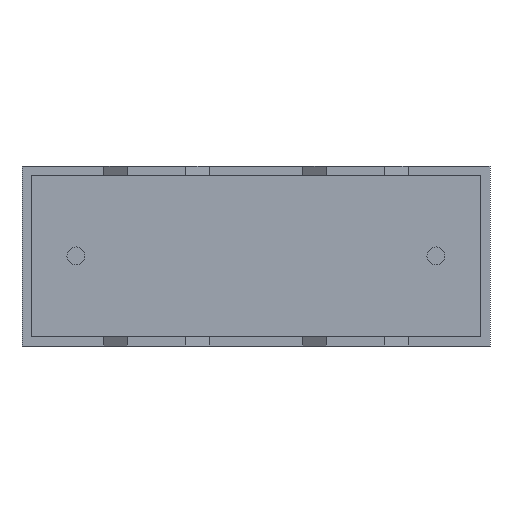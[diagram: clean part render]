
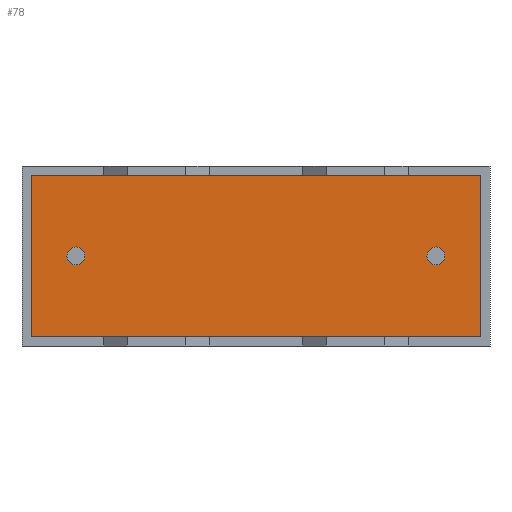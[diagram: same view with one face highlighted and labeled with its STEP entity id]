
A CAD part, front view. The second image highlights one B-rep face of the part: STEP entity #78.
In plain terms, the highlighted planar face has unit normal (0, -1, 0).
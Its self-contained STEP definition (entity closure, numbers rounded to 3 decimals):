
#78=ADVANCED_FACE('',(#173,#174,#175),#176,.T.);
#173=FACE_BOUND('',#284,.T.);
#174=FACE_BOUND('',#285,.T.);
#175=FACE_OUTER_BOUND('',#286,.T.);
#176=PLANE('',#287);
#284=EDGE_LOOP('',(#451,#452));
#285=EDGE_LOOP('',(#453,#454));
#286=EDGE_LOOP('',(#455,#456,#457,#458));
#287=AXIS2_PLACEMENT_3D('',#459,#460,#461);
#451=ORIENTED_EDGE('',*,*,#685,.T.);
#452=ORIENTED_EDGE('',*,*,#683,.T.);
#453=ORIENTED_EDGE('',*,*,#689,.T.);
#454=ORIENTED_EDGE('',*,*,#678,.T.);
#455=ORIENTED_EDGE('',*,*,#707,.F.);
#456=ORIENTED_EDGE('',*,*,#695,.T.);
#457=ORIENTED_EDGE('',*,*,#723,.T.);
#458=ORIENTED_EDGE('',*,*,#719,.T.);
#459=CARTESIAN_POINT('',(6.5,0.55,0.0));
#460=DIRECTION('',(0.0,-1.0,0.0));
#461=DIRECTION('',(0.0,0.0,-1.0));
#678=EDGE_CURVE('',#800,#804,#806,.T.);
#683=EDGE_CURVE('',#809,#813,#815,.T.);
#685=EDGE_CURVE('',#813,#809,#817,.T.);
#689=EDGE_CURVE('',#804,#800,#821,.T.);
#695=EDGE_CURVE('',#830,#828,#831,.T.);
#707=EDGE_CURVE('',#830,#852,#853,.T.);
#719=EDGE_CURVE('',#874,#852,#875,.T.);
#723=EDGE_CURVE('',#828,#874,#879,.T.);
#800=VERTEX_POINT('',#984);
#804=VERTEX_POINT('',#989);
#806=CIRCLE('',#992,0.25);
#809=VERTEX_POINT('',#995);
#813=VERTEX_POINT('',#1000);
#815=CIRCLE('',#1003,0.25);
#817=CIRCLE('',#1005,0.25);
#821=CIRCLE('',#1009,0.25);
#828=VERTEX_POINT('',#1017);
#830=VERTEX_POINT('',#1020);
#831=LINE('',#1021,#1022);
#852=VERTEX_POINT('',#1053);
#853=LINE('',#1054,#1055);
#874=VERTEX_POINT('',#1086);
#875=LINE('',#1087,#1088);
#879=LINE('',#1094,#1095);
#984=CARTESIAN_POINT('',(1.75,0.55,0.));
#989=CARTESIAN_POINT('',(1.25,0.55,0.));
#992=AXIS2_PLACEMENT_3D('',#1249,#1250,#1251);
#995=CARTESIAN_POINT('',(11.75,0.55,0.));
#1000=CARTESIAN_POINT('',(11.25,0.55,0.));
#1003=AXIS2_PLACEMENT_3D('',#1257,#1258,#1259);
#1005=AXIS2_PLACEMENT_3D('',#1260,#1261,#1262);
#1009=AXIS2_PLACEMENT_3D('',#1266,#1267,#1268);
#1017=CARTESIAN_POINT('',(0.26,0.55,2.24));
#1020=CARTESIAN_POINT('',(12.74,0.55,2.24));
#1021=CARTESIAN_POINT('',(6.5,0.55,2.24));
#1022=VECTOR('',#1274,1.0);
#1053=CARTESIAN_POINT('',(12.74,0.55,-2.24));
#1054=CARTESIAN_POINT('',(12.74,0.55,0.0));
#1055=VECTOR('',#1285,1.0);
#1086=CARTESIAN_POINT('',(0.26,0.55,-2.24));
#1087=CARTESIAN_POINT('',(6.5,0.55,-2.24));
#1088=VECTOR('',#1296,1.0);
#1094=CARTESIAN_POINT('',(0.26,0.55,0.0));
#1095=VECTOR('',#1299,1.0);
#1249=CARTESIAN_POINT('',(1.5,0.55,0.0));
#1250=DIRECTION('',(-0.0,1.0,0.0));
#1251=DIRECTION('',(1.0,0.0,0.0));
#1257=CARTESIAN_POINT('',(11.5,0.55,0.0));
#1258=DIRECTION('',(-0.0,1.0,0.0));
#1259=DIRECTION('',(1.0,0.0,0.0));
#1260=CARTESIAN_POINT('',(11.5,0.55,0.0));
#1261=DIRECTION('',(-0.0,1.0,0.0));
#1262=DIRECTION('',(1.0,0.0,0.0));
#1266=CARTESIAN_POINT('',(1.5,0.55,0.0));
#1267=DIRECTION('',(-0.0,1.0,0.0));
#1268=DIRECTION('',(1.0,0.0,0.0));
#1274=DIRECTION('',(-1.0,0.0,0.0));
#1285=DIRECTION('',(0.0,0.0,-1.0));
#1296=DIRECTION('',(1.0,0.0,0.0));
#1299=DIRECTION('',(0.0,0.0,-1.0));
